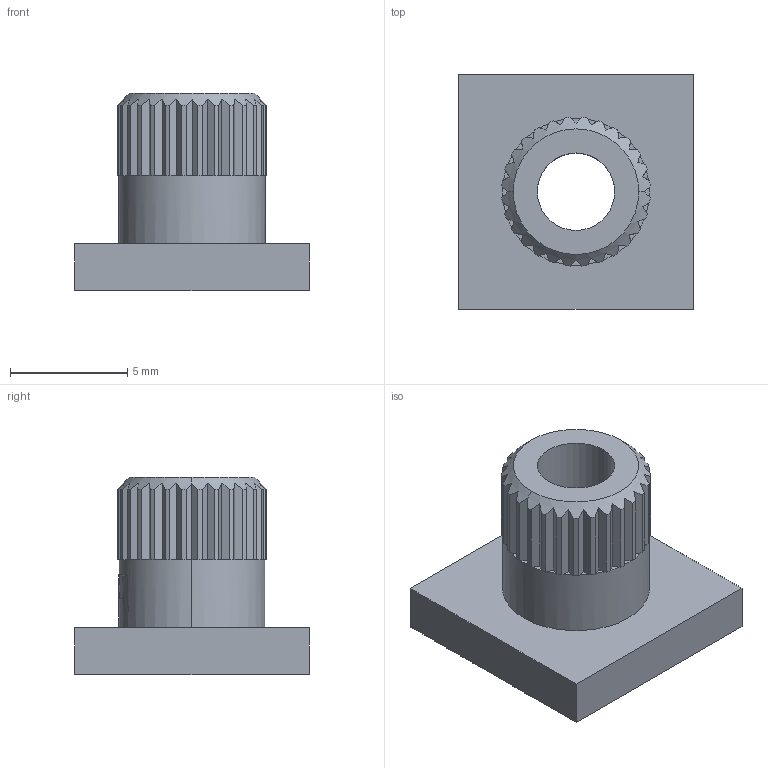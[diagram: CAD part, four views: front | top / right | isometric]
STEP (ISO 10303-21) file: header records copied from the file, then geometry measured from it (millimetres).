
FILE_DESCRIPTION (( 'STEP AP203' ), '1' );
FILE_NAME ('LF990304-A01.STEP', '2021-09-10T09:48:08', ( '' ), ( '' ), 'SwSTEP 2.0', 'SolidWorks 2018', '' );
FILE_SCHEMA (( 'CONFIG_CONTROL_DESIGN' ));
Length unit declared in the file: millimetre
Products named in the file (1): LF990304-A01
Bounding box: 10 x 10 x 8.4 mm (x, y, z)
Volume: 319.4 mm3; surface area: 488.9 mm2
Topology: 1 solids, 1 shells, 182 faces, 471 edges, 294 vertices
Faces by surface type: plane 130, cylinder 34, bspline 14, cone 4
Entity records: 5719 total; most frequent: CARTESIAN_POINT 1345, ORIENTED_EDGE 942, DIRECTION 846, EDGE_CURVE 471, AXIS2_PLACEMENT_3D 315, VERTEX_POINT 294, VECTOR 216, LINE 216
